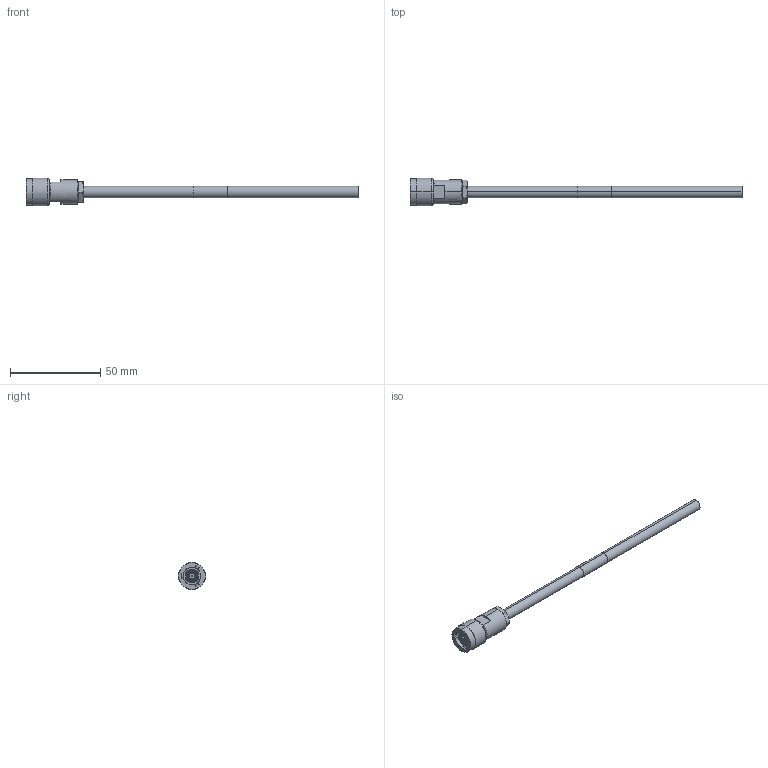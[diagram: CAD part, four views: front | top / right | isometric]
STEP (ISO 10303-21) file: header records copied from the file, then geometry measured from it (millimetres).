
FILE_DESCRIPTION (( 'STEP AP214' ), '1' );
FILE_NAME ('FM3MSA00677_3D.step', '2023-08-31T17:20:34', ( '' ), ( '' ), 'SwSTEP 2.0', 'SolidWorks 2022', '' );
FILE_SCHEMA (( 'AUTOMOTIVE_DESIGN' ));
Length unit declared in the file: inch
Products named in the file (7): 10-09030-XXX-MA2; 10-09030-XXX; 10-09030-XXX-MA3; FM3MSA00677_3D; TWC-124-2_6"; 1AW01-003_.25" x .75" long; 10-09030-XXX-MA1
Assembly tree (6 placements, depth 3):
  FM3MSA00677_3D
    TWC-124-2_6"
    10-09030-XXX
      10-09030-XXX-MA1
      10-09030-XXX-MA2
      10-09030-XXX-MA3
    1AW01-003_.25" x .75" long
Bounding box: 184.15 x 15.24 x 15.24 mm (x, y, z)
Volume: 8769.1 mm3; surface area: 7519.5 mm2
Topology: 5 solids, 5 shells, 201 faces, 498 edges, 318 vertices
Faces by surface type: plane 74, cylinder 68, cone 28, torus 16, bspline 15
Entity records: 8263 total; most frequent: CARTESIAN_POINT 2723, ORIENTED_EDGE 992, DIRECTION 976, EDGE_CURVE 496, AXIS2_PLACEMENT_3D 389, VERTEX_POINT 318, EDGE_LOOP 222, ADVANCED_FACE 201
